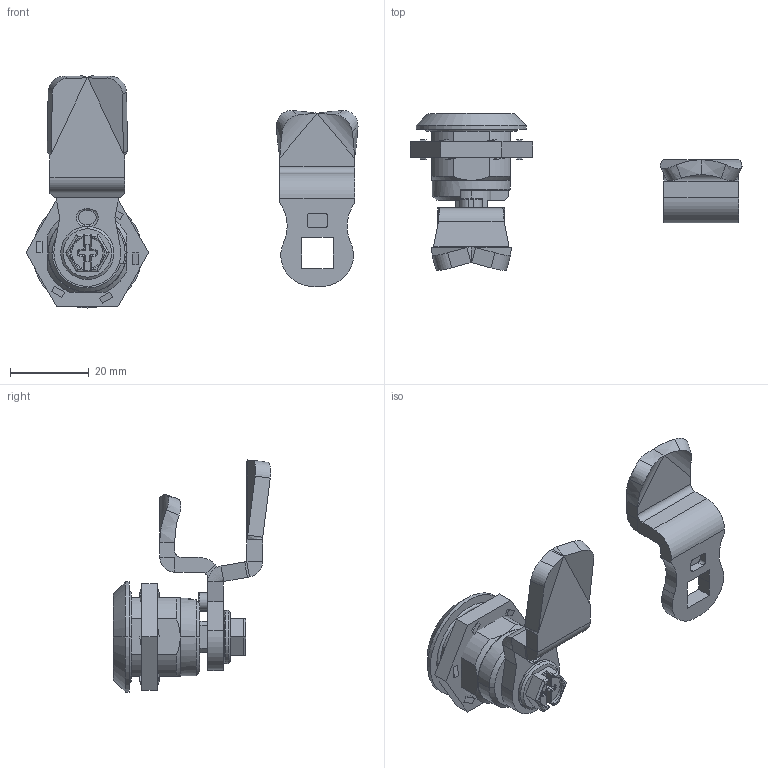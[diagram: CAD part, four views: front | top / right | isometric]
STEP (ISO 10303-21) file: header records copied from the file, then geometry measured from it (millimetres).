
FILE_DESCRIPTION (( 'STEP AP214' ), '1' );
FILE_NAME ('SCE-DLSBB.STEP', '2022-07-21T14:26:14', ( '' ), ( '' ), 'SwSTEP 2.0', 'SolidWorks 2021', '' );
FILE_SCHEMA (( 'AUTOMOTIVE_DESIGN' ));
Length unit declared in the file: inch
Products named in the file (1): SCE-DLSBB
Bounding box: 84.38 x 39.96 x 58.99 mm (x, y, z)
Volume: 16548.4 mm3; surface area: 12489.2 mm2
Topology: 8 solids, 8 shells, 366 faces, 877 edges, 545 vertices
Faces by surface type: plane 187, cylinder 116, bspline 23, torus 20, cone 16, sphere 4
Full cylindrical faces by diameter (mm): 20.19 x1
Entity records: 22451 total; most frequent: CARTESIAN_POINT 9161, ORIENTED_EDGE 1748, DIRECTION 1706, EDGE_CURVE 874, AXIS2_PLACEMENT_3D 586, VERTEX_POINT 545, VECTOR 534, LINE 534
